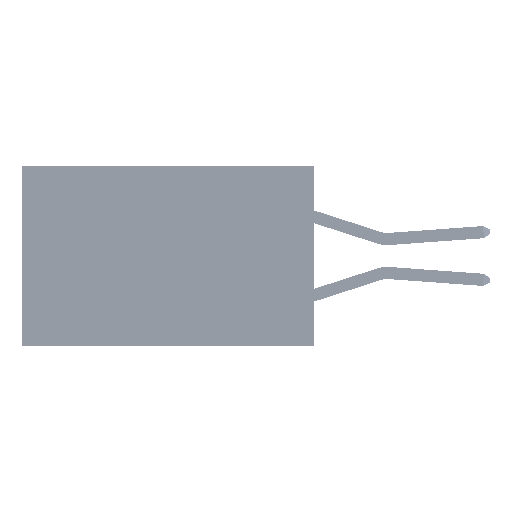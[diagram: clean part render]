
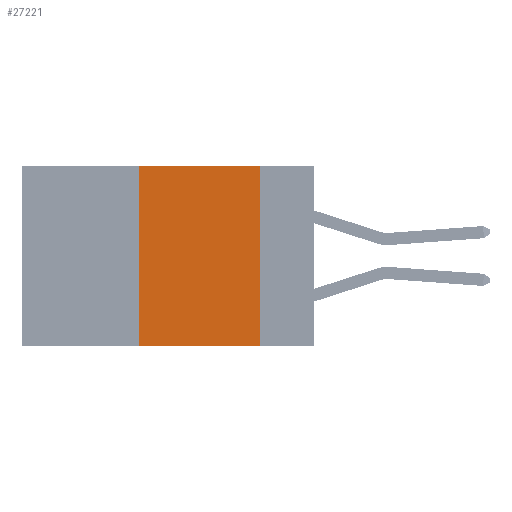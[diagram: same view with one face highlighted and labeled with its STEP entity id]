
A CAD part, left-side view. The second image highlights one B-rep face of the part: STEP entity #27221.
In plain terms, the highlighted planar face has unit normal (-1, 0, 0).
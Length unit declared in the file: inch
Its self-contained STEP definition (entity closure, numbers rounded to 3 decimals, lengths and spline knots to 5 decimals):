
#1321 = DIRECTION ( 'NONE',  ( 0., 0., 1. ) ) ;
#1576 = EDGE_CURVE ( 'NONE', #38895, #37701, #38999, .T. ) ;
#3853 = FACE_OUTER_BOUND ( 'NONE', #31011, .T. ) ;
#4996 = LINE ( 'NONE', #10513, #44021 ) ;
#5031 = VECTOR ( 'NONE', #1321, 39.37008 ) ;
#5739 = DIRECTION ( 'NONE',  ( 0., -1., 0. ) ) ;
#6219 = CARTESIAN_POINT ( 'NONE',  ( 0., 0.6, 0. ) ) ;
#7616 = VERTEX_POINT ( 'NONE', #24883 ) ;
#8628 = PLANE ( 'NONE',  #17433 ) ;
#10513 = CARTESIAN_POINT ( 'NONE',  ( 0., 0.6, -0.37 ) ) ;
#12078 = ORIENTED_EDGE ( 'NONE', *, *, #1576, .F. ) ;
#16962 = CARTESIAN_POINT ( 'NONE',  ( 0., 0.11, 0. ) ) ;
#17433 = AXIS2_PLACEMENT_3D ( 'NONE', #41614, #19647, #23310 ) ;
#19647 = DIRECTION ( 'NONE',  ( 1., 0., 0. ) ) ;
#20932 = DIRECTION ( 'NONE',  ( 0., 0., -1. ) ) ;
#22019 = EDGE_CURVE ( 'NONE', #7616, #38895, #25644, .T. ) ;
#22912 = ORIENTED_EDGE ( 'NONE', *, *, #30583, .T. ) ;
#23310 = DIRECTION ( 'NONE',  ( 0., 0., -1. ) ) ;
#24883 = CARTESIAN_POINT ( 'NONE',  ( 0., 0.36, -0.37 ) ) ;
#25644 = LINE ( 'NONE', #34341, #5031 ) ;
#27221 = ADVANCED_FACE ( 'NONE', ( #3853 ), #8628, .F. ) ;
#27553 = ORIENTED_EDGE ( 'NONE', *, *, #34669, .F. ) ;
#30380 = VECTOR ( 'NONE', #5739, 39.37008 ) ;
#30583 = EDGE_CURVE ( 'NONE', #7616, #45669, #4996, .T. ) ;
#31011 = EDGE_LOOP ( 'NONE', ( #27553, #12078, #38003, #22912 ) ) ;
#32192 = VECTOR ( 'NONE', #20932, 39.37008 ) ;
#32411 = CARTESIAN_POINT ( 'NONE',  ( 0., 0.11, -0.37 ) ) ;
#34341 = CARTESIAN_POINT ( 'NONE',  ( 0., 0.36, 0. ) ) ;
#34669 = EDGE_CURVE ( 'NONE', #37701, #45669, #41941, .T. ) ;
#37701 = VERTEX_POINT ( 'NONE', #44086 ) ;
#38003 = ORIENTED_EDGE ( 'NONE', *, *, #22019, .F. ) ;
#38895 = VERTEX_POINT ( 'NONE', #46732 ) ;
#38999 = LINE ( 'NONE', #6219, #30380 ) ;
#39681 = DIRECTION ( 'NONE',  ( 0., -1., 0. ) ) ;
#41614 = CARTESIAN_POINT ( 'NONE',  ( 0., 0.6, 0. ) ) ;
#41941 = LINE ( 'NONE', #16962, #32192 ) ;
#44021 = VECTOR ( 'NONE', #39681, 39.37008 ) ;
#44086 = CARTESIAN_POINT ( 'NONE',  ( 0., 0.11, 0. ) ) ;
#45669 = VERTEX_POINT ( 'NONE', #32411 ) ;
#46732 = CARTESIAN_POINT ( 'NONE',  ( 0., 0.36, 0. ) ) ;
